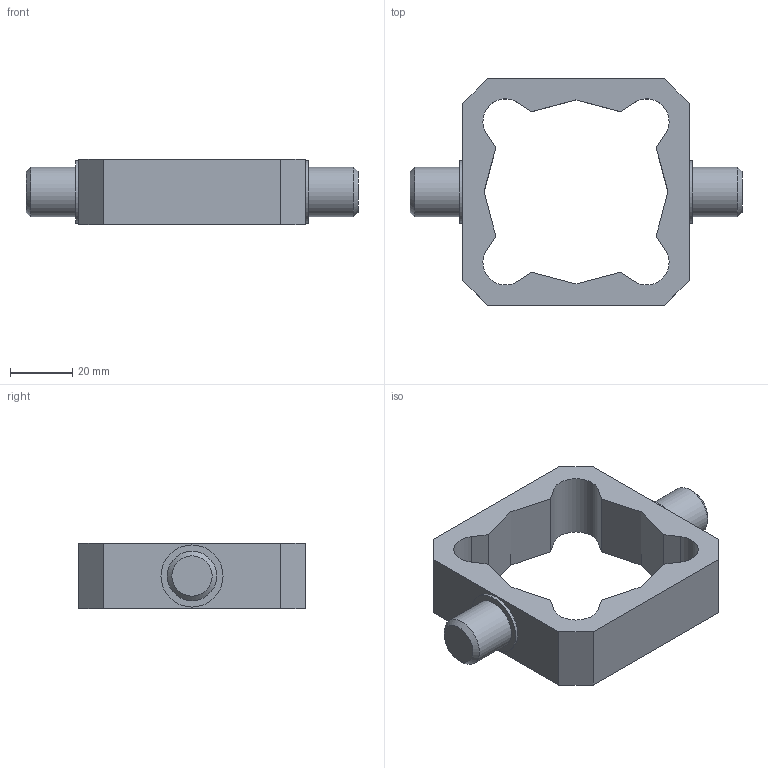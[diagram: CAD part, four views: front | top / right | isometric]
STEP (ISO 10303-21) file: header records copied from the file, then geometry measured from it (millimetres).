
FILE_DESCRIPTION((''),'2;1');
FILE_NAME('1320_50_12F.stp','2006-07-10T15:55:08',('rivolro1'),(''),'Autodesk Inventor 11','Autodesk Inventor 11','');
FILE_SCHEMA(('AUTOMOTIVE_DESIGN { 1 0 10303 214 1 1 1 1 }'));
Length unit declared in the file: millimetre
Products named in the file (1): 1320_50_12F
Bounding box: 107 x 73 x 21 mm (x, y, z)
Volume: 49243.1 mm3; surface area: 16457.8 mm2
Topology: 1 solids, 1 shells, 40 faces, 100 edges, 66 vertices
Faces by surface type: plane 30, cylinder 8, cone 2
Full cylindrical faces by diameter (mm): 16 x2, 20 x2
Entity records: 1183 total; most frequent: CARTESIAN_POINT 201, DIRECTION 194, ORIENTED_EDGE 188, EDGE_CURVE 94, VECTOR 76, LINE 76, VERTEX_POINT 66, AXIS2_PLACEMENT_3D 59
